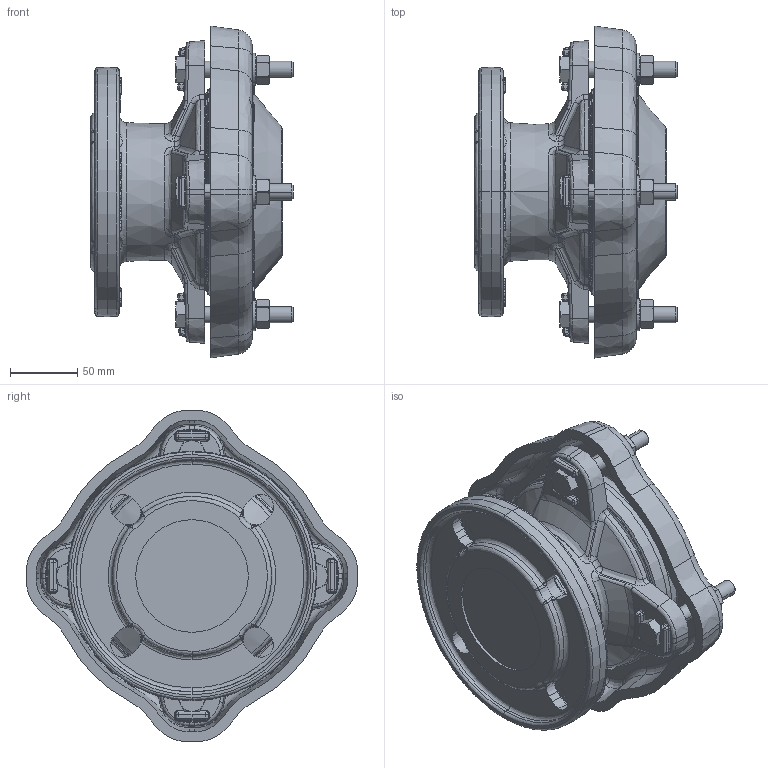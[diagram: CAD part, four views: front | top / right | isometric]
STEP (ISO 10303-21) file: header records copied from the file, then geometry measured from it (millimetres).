
FILE_DESCRIPTION (( 'STEP AP214' ), '1' );
FILE_NAME ('Junta Flange Mult GFIX DN60_65x63-83.STEP', '2014-10-28T14:51:34', ( '' ), ( '' ), 'SwSTEP 2.0', 'SolidWorks 2014', '' );
FILE_SCHEMA (( 'AUTOMOTIVE_DESIGN' ));
Length unit declared in the file: millimetre
Products named in the file (1): Junta Flange Mult GFIX DN60_65x63-83
Bounding box: 150.77 x 247.71 x 247.71 mm (x, y, z)
Volume: 2381991.5 mm3; surface area: 249518.7 mm2
Topology: 13 solids, 13 shells, 2356 faces, 5924 edges, 3695 vertices
Faces by surface type: bspline 1541, plane 486, cone 218, cylinder 108, torus 3
Entity records: 228183 total; most frequent: CARTESIAN_POINT 182066, ORIENTED_EDGE 11828, EDGE_CURVE 5914, DIRECTION 4199, B_SPLINE_CURVE_WITH_KNOTS 3878, VERTEX_POINT 3695, EDGE_LOOP 2507, FACE_OUTER_BOUND 2356
